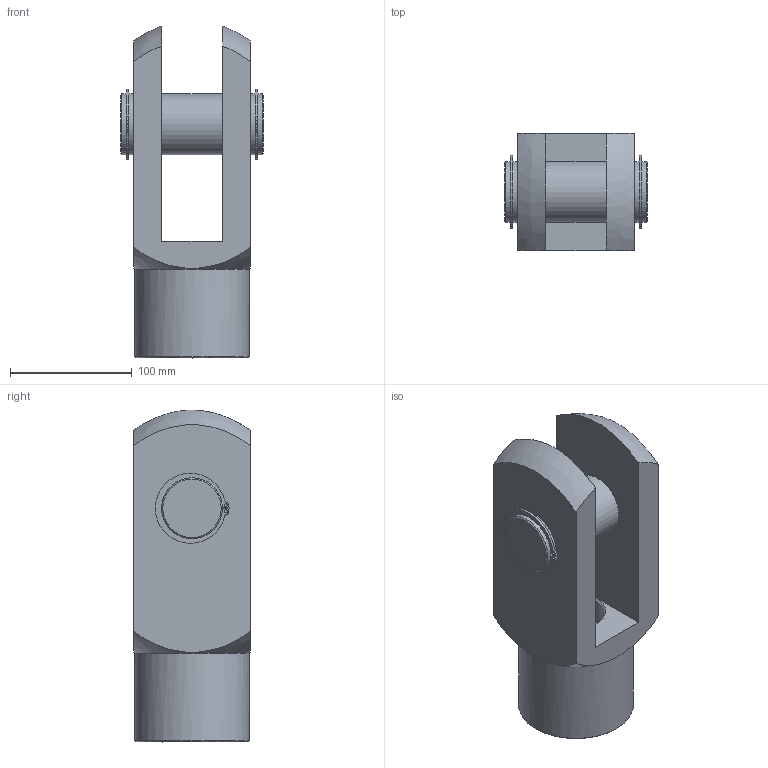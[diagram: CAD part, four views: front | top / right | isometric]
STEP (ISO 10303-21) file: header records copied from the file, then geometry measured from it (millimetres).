
FILE_DESCRIPTION((''),'2;1');
FILE_NAME('FP48x2.stp','2014-10-17T15:03:16',('carlo.corazza'),(''),'Autodesk Inventor 2012','Autodesk Inventor 2012','');
FILE_SCHEMA(('AUTOMOTIVE_DESIGN { 1 0 10303 214 1 1 1 1 }'));
Length unit declared in the file: millimetre
Products named in the file (1): FP48x2
Bounding box: 117.3 x 96 x 272.68 mm (x, y, z)
Volume: 1424738.1 mm3; surface area: 147893.6 mm2
Topology: 1 solids, 1 shells, 59 faces, 145 edges, 94 vertices
Faces by surface type: cylinder 29, plane 22, cone 5, bspline 3
Full cylindrical faces by diameter (mm): 2.5 x4, 45.55 x1, 45.8 x2, 50 x5, 94 x1
Entity records: 2033 total; most frequent: CARTESIAN_POINT 596, DIRECTION 288, ORIENTED_EDGE 242, AXIS2_PLACEMENT_3D 122, EDGE_CURVE 121, EDGE_LOOP 96, VERTEX_POINT 89, CIRCLE 65
